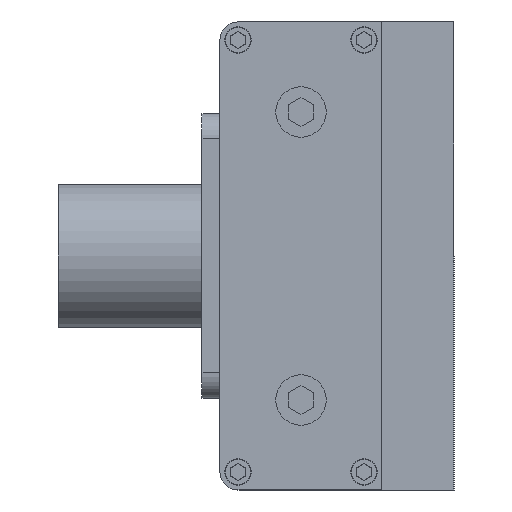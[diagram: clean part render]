
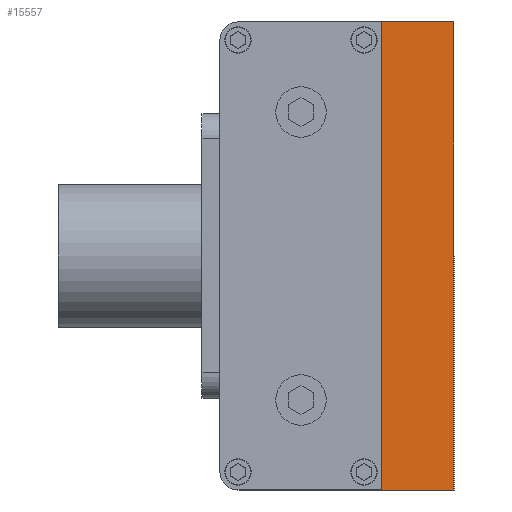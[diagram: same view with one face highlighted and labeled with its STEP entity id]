
A CAD part, left-side view. The second image highlights one B-rep face of the part: STEP entity #15557.
In plain terms, the highlighted planar face has unit normal (-1, 0, 0).
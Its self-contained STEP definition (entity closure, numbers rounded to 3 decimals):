
#1731 = CARTESIAN_POINT ( 'NONE',  ( -599., -20., -65. ) ) ;
#1931 = LINE ( 'NONE', #27339, #10214 ) ;
#3402 = EDGE_CURVE ( 'NONE', #12662, #37034, #1931, .T. ) ;
#3698 = EDGE_CURVE ( 'NONE', #12479, #5293, #33776, .T. ) ;
#5293 = VERTEX_POINT ( 'NONE', #35021 ) ;
#6629 = DIRECTION ( 'NONE',  ( 0., 0., -1. ) ) ;
#8310 = FACE_OUTER_BOUND ( 'NONE', #17388, .T. ) ;
#8696 = PLANE ( 'NONE',  #18439 ) ;
#9961 = CARTESIAN_POINT ( 'NONE',  ( -599., -20., -65. ) ) ;
#10214 = VECTOR ( 'NONE', #33259, 1000. ) ;
#11188 = DIRECTION ( 'NONE',  ( 0., 0., -1. ) ) ;
#12479 = VERTEX_POINT ( 'NONE', #1731 ) ;
#12662 = VERTEX_POINT ( 'NONE', #19077 ) ;
#15557 = ADVANCED_FACE ( 'NONE', ( #8310 ), #8696, .F. ) ;
#17388 = EDGE_LOOP ( 'NONE', ( #34616, #29638, #24317, #25105 ) ) ;
#18439 = AXIS2_PLACEMENT_3D ( 'NONE', #37314, #23380, #11188 ) ;
#19077 = CARTESIAN_POINT ( 'NONE',  ( -599., -20., 65. ) ) ;
#19984 = CARTESIAN_POINT ( 'NONE',  ( -599., 0., 65. ) ) ;
#23380 = DIRECTION ( 'NONE',  ( 1., 0., 0. ) ) ;
#24317 = ORIENTED_EDGE ( 'NONE', *, *, #32293, .F. ) ;
#24620 = DIRECTION ( 'NONE',  ( 0., 1., 0. ) ) ;
#25105 = ORIENTED_EDGE ( 'NONE', *, *, #3402, .T. ) ;
#26725 = VECTOR ( 'NONE', #6629, 1000. ) ;
#26793 = CARTESIAN_POINT ( 'NONE',  ( -599., 0., 65. ) ) ;
#27211 = LINE ( 'NONE', #32767, #26725 ) ;
#27339 = CARTESIAN_POINT ( 'NONE',  ( -599., -20., 65. ) ) ;
#28579 = DIRECTION ( 'NONE',  ( 0., 0., -1. ) ) ;
#28618 = VECTOR ( 'NONE', #28579, 1000. ) ;
#29638 = ORIENTED_EDGE ( 'NONE', *, *, #3698, .F. ) ;
#31636 = LINE ( 'NONE', #19984, #28618 ) ;
#32293 = EDGE_CURVE ( 'NONE', #12662, #12479, #27211, .T. ) ;
#32767 = CARTESIAN_POINT ( 'NONE',  ( -599., -20., 65. ) ) ;
#33259 = DIRECTION ( 'NONE',  ( 0., 1., 0. ) ) ;
#33776 = LINE ( 'NONE', #9961, #37013 ) ;
#34242 = EDGE_CURVE ( 'NONE', #37034, #5293, #31636, .T. ) ;
#34616 = ORIENTED_EDGE ( 'NONE', *, *, #34242, .T. ) ;
#35021 = CARTESIAN_POINT ( 'NONE',  ( -599., 0., -65. ) ) ;
#37013 = VECTOR ( 'NONE', #24620, 1000. ) ;
#37034 = VERTEX_POINT ( 'NONE', #26793 ) ;
#37314 = CARTESIAN_POINT ( 'NONE',  ( -599., -20., 65. ) ) ;
